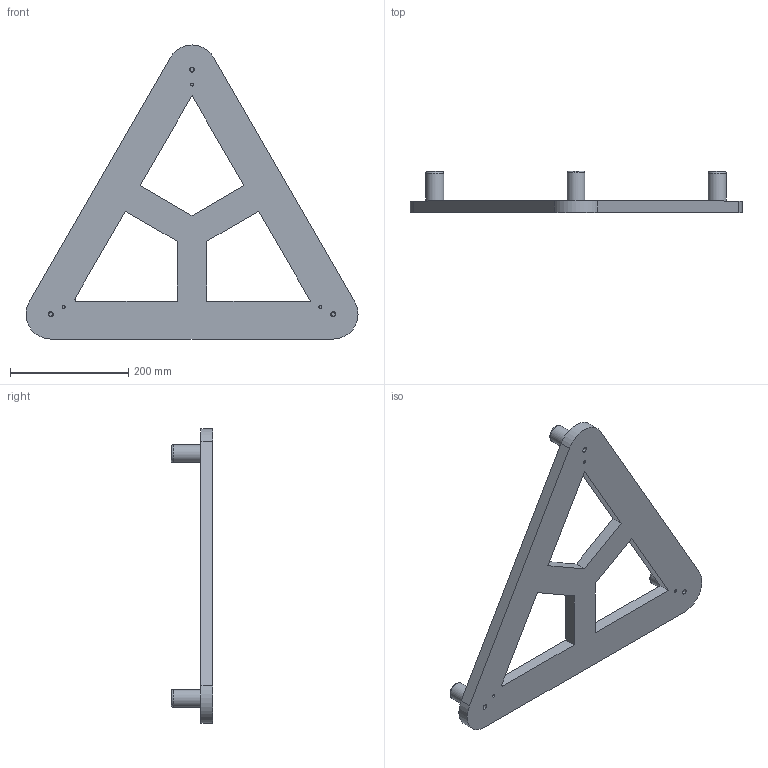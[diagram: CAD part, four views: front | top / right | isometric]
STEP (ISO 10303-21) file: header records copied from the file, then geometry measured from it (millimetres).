
FILE_DESCRIPTION(/* description */ (''),/* implementation_level */ '2;1');
FILE_NAME(/* name */ 'frame_glueing_jig.step',/* time_stamp */ '2018-02-13T21:15:17+01:00',/* author */ (''),/* organization */ (''),/* preprocessor_version */ 'ST-DEVELOPER v16.13',/* originating_system */ 'Autodesk Translation Framework v6.5.0.72',/* authorisation */ '');
FILE_SCHEMA (('AUTOMOTIVE_DESIGN { 1 0 10303 214 3 1 1 }'));
Length unit declared in the file: millimetre
Products named in the file (5): (Unsaved); 30mmBolt (1); 30mmBolt (2); 30mmBolt; FrameGlueingJig
Assembly tree (4 placements, depth 2):
  (Unsaved)
    30mmBolt (1)
    30mmBolt (2)
    30mmBolt
    FrameGlueingJig
Bounding box: 561.65 x 70 x 497.66 mm (x, y, z)
Volume: 2318831.9 mm3; surface area: 311095.7 mm2
Topology: 4 solids, 4 shells, 48 faces, 105 edges, 71 vertices
Faces by surface type: plane 29, cylinder 16, torus 3
Full cylindrical faces by diameter (mm): 5.035 x3, 6.779 x3, 8.5 x3, 30 x3
Entity records: 1518 total; most frequent: DIRECTION 263, CARTESIAN_POINT 233, ORIENTED_EDGE 210, EDGE_CURVE 105, AXIS2_PLACEMENT_3D 101, VERTEX_POINT 71, EDGE_LOOP 66, LINE 61
